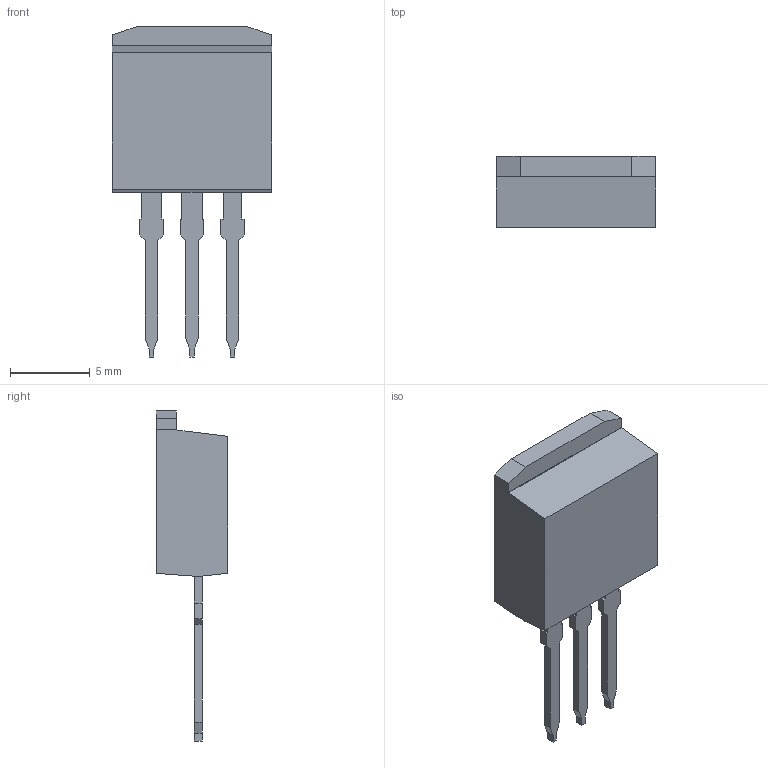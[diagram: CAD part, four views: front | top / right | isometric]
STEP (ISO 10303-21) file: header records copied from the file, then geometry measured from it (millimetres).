
FILE_DESCRIPTION(('FreeCAD Model'),'2;1');
FILE_NAME('TO-262-3_Vertical.step','2018-04-08T16:13:30',('kicad StepUp'),( 'ksu MCAD'),'Open CASCADE STEP processor 6.8','FreeCAD','Unknown');
FILE_SCHEMA(('AUTOMOTIVE_DESIGN_CC2 { 1 2 10303 214 -1 1 5 4 }'));
Length unit declared in the file: millimetre
Products named in the file (1): TO-262-3_Vertical
Bounding box: 10.01 x 4.5 x 20.73 mm (x, y, z)
Volume: 431.9 mm3; surface area: 458.6 mm2
Topology: 1 solids, 1 shells, 67 faces, 195 edges, 130 vertices
Faces by surface type: plane 67
Entity records: 1514 total; most frequent: ORIENTED_EDGE 300, EDGE_CURVE 195, LINE 191, CARTESIAN_POINT 162, VERTEX_POINT 130, AXIS2_PLACEMENT_3D 68, ADVANCED_FACE 67, FACE_BOUND 67
